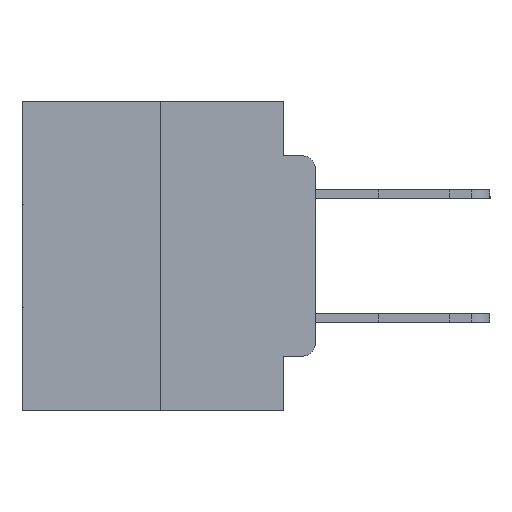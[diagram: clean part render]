
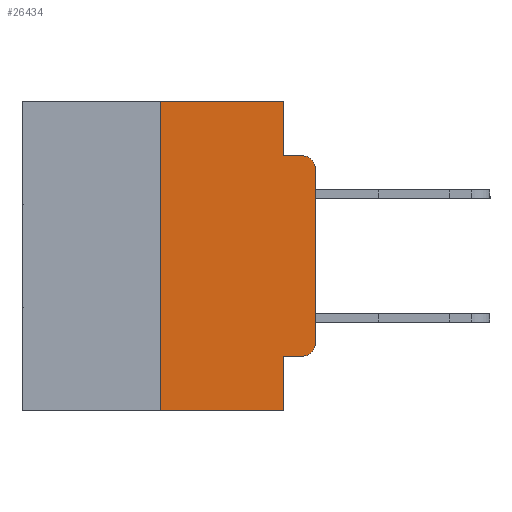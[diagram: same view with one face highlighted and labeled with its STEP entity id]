
A CAD part, left-side view. The second image highlights one B-rep face of the part: STEP entity #26434.
In plain terms, the highlighted planar face has unit normal (-1, 0, 0).
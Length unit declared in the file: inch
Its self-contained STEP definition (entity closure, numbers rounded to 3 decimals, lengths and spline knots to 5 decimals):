
#103 = ORIENTED_EDGE ( 'NONE', *, *, #11602, .T. ) ;
#612 = LINE ( 'NONE', #28988, #11529 ) ;
#629 = CARTESIAN_POINT ( 'NONE',  ( 0., 0.25, -0.5 ) ) ;
#680 = VERTEX_POINT ( 'NONE', #13036 ) ;
#1645 = CARTESIAN_POINT ( 'NONE',  ( 0., 0., -0.3915 ) ) ;
#1727 = LINE ( 'NONE', #19762, #14036 ) ;
#1866 = EDGE_CURVE ( 'NONE', #13941, #2989, #5354, .T. ) ;
#1951 = ORIENTED_EDGE ( 'NONE', *, *, #1866, .F. ) ;
#2314 = CARTESIAN_POINT ( 'NONE',  ( 0., 0., -0.1085 ) ) ;
#2403 = DIRECTION ( 'NONE',  ( 0., 0., -1. ) ) ;
#2569 = LINE ( 'NONE', #24189, #14147 ) ;
#2735 = DIRECTION ( 'NONE',  ( 0., -1., 0. ) ) ;
#2843 = DIRECTION ( 'NONE',  ( -1., 0., 0. ) ) ;
#2872 = DIRECTION ( 'NONE',  ( 0., 0., 1. ) ) ;
#2989 = VERTEX_POINT ( 'NONE', #25641 ) ;
#3104 = VECTOR ( 'NONE', #21563, 39.37008 ) ;
#3159 = CIRCLE ( 'NONE', #7107, 0.02 ) ;
#3428 = EDGE_CURVE ( 'NONE', #12931, #6283, #612, .T. ) ;
#3646 = EDGE_CURVE ( 'NONE', #2989, #12931, #5692, .T. ) ;
#3713 = CARTESIAN_POINT ( 'NONE',  ( 0., 0.473, 0. ) ) ;
#4951 = CARTESIAN_POINT ( 'NONE',  ( 0., 0.02, -0.3915 ) ) ;
#5354 = LINE ( 'NONE', #13190, #21512 ) ;
#5508 = CARTESIAN_POINT ( 'NONE',  ( 0., 0.051, -0.4115 ) ) ;
#5692 = LINE ( 'NONE', #3713, #22540 ) ;
#6002 = DIRECTION ( 'NONE',  ( 0., 0., 1. ) ) ;
#6283 = VERTEX_POINT ( 'NONE', #22618 ) ;
#6659 = ORIENTED_EDGE ( 'NONE', *, *, #8089, .F. ) ;
#7107 = AXIS2_PLACEMENT_3D ( 'NONE', #4951, #21028, #7302 ) ;
#7302 = DIRECTION ( 'NONE',  ( 0., 0., -1. ) ) ;
#8089 = EDGE_CURVE ( 'NONE', #6283, #13725, #2569, .T. ) ;
#8155 = VERTEX_POINT ( 'NONE', #1645 ) ;
#8373 = CIRCLE ( 'NONE', #24156, 0.02 ) ;
#9128 = ORIENTED_EDGE ( 'NONE', *, *, #26999, .T. ) ;
#9665 = EDGE_CURVE ( 'NONE', #13244, #13725, #8373, .T. ) ;
#9972 = ORIENTED_EDGE ( 'NONE', *, *, #28490, .F. ) ;
#10512 = DIRECTION ( 'NONE',  ( 0., 0., -1. ) ) ;
#10589 = DIRECTION ( 'NONE',  ( 0., -1., 0. ) ) ;
#10738 = LINE ( 'NONE', #27118, #27426 ) ;
#11208 = EDGE_CURVE ( 'NONE', #8155, #13244, #1727, .T. ) ;
#11529 = VECTOR ( 'NONE', #2403, 39.37008 ) ;
#11602 = EDGE_CURVE ( 'NONE', #13941, #27900, #28199, .T. ) ;
#12109 = ORIENTED_EDGE ( 'NONE', *, *, #3646, .F. ) ;
#12372 = CARTESIAN_POINT ( 'NONE',  ( 0., 0.02, -0.4115 ) ) ;
#12475 = ORIENTED_EDGE ( 'NONE', *, *, #11208, .T. ) ;
#12931 = VERTEX_POINT ( 'NONE', #14976 ) ;
#13036 = CARTESIAN_POINT ( 'NONE',  ( 0., 0.051, -0.4115 ) ) ;
#13190 = CARTESIAN_POINT ( 'NONE',  ( 0., 0.25, 0. ) ) ;
#13244 = VERTEX_POINT ( 'NONE', #2314 ) ;
#13725 = VERTEX_POINT ( 'NONE', #22752 ) ;
#13941 = VERTEX_POINT ( 'NONE', #629 ) ;
#14036 = VECTOR ( 'NONE', #6002, 39.37008 ) ;
#14147 = VECTOR ( 'NONE', #10589, 39.37008 ) ;
#14261 = CARTESIAN_POINT ( 'NONE',  ( 0., 0.473, -0.5 ) ) ;
#14666 = VERTEX_POINT ( 'NONE', #12372 ) ;
#14729 = VECTOR ( 'NONE', #2735, 39.37008 ) ;
#14976 = CARTESIAN_POINT ( 'NONE',  ( 0., 0.051, 0. ) ) ;
#15028 = PLANE ( 'NONE',  #28886 ) ;
#15218 = ORIENTED_EDGE ( 'NONE', *, *, #25474, .T. ) ;
#15556 = CARTESIAN_POINT ( 'NONE',  ( 0., 0.051, -0.5 ) ) ;
#16670 = CARTESIAN_POINT ( 'NONE',  ( 0., 0.02, -0.1085 ) ) ;
#17119 = ORIENTED_EDGE ( 'NONE', *, *, #3428, .F. ) ;
#18961 = DIRECTION ( 'NONE',  ( 0., 0., -1. ) ) ;
#19599 = CARTESIAN_POINT ( 'NONE',  ( 0., 0.473, 0. ) ) ;
#19708 = FACE_OUTER_BOUND ( 'NONE', #20816, .T. ) ;
#19762 = CARTESIAN_POINT ( 'NONE',  ( 0., 0., 0. ) ) ;
#20679 = ORIENTED_EDGE ( 'NONE', *, *, #9665, .T. ) ;
#20728 = LINE ( 'NONE', #5508, #3104 ) ;
#20816 = EDGE_LOOP ( 'NONE', ( #12475, #20679, #6659, #17119, #12109, #1951, #103, #9972, #9128, #15218 ) ) ;
#21028 = DIRECTION ( 'NONE',  ( -1., 0., 0. ) ) ;
#21512 = VECTOR ( 'NONE', #2872, 39.37008 ) ;
#21563 = DIRECTION ( 'NONE',  ( 0., -1., 0. ) ) ;
#22540 = VECTOR ( 'NONE', #28861, 39.37008 ) ;
#22618 = CARTESIAN_POINT ( 'NONE',  ( 0., 0.051, -0.0885 ) ) ;
#22752 = CARTESIAN_POINT ( 'NONE',  ( 0., 0.02, -0.0885 ) ) ;
#24118 = DIRECTION ( 'NONE',  ( 1., 0., 0. ) ) ;
#24156 = AXIS2_PLACEMENT_3D ( 'NONE', #16670, #2843, #18961 ) ;
#24189 = CARTESIAN_POINT ( 'NONE',  ( 0., 0.051, -0.0885 ) ) ;
#25474 = EDGE_CURVE ( 'NONE', #14666, #8155, #3159, .T. ) ;
#25641 = CARTESIAN_POINT ( 'NONE',  ( 0., 0.25, 0. ) ) ;
#26434 = ADVANCED_FACE ( 'NONE', ( #19708 ), #15028, .F. ) ;
#26999 = EDGE_CURVE ( 'NONE', #680, #14666, #20728, .T. ) ;
#27118 = CARTESIAN_POINT ( 'NONE',  ( 0., 0.051, 0. ) ) ;
#27426 = VECTOR ( 'NONE', #29354, 39.37008 ) ;
#27900 = VERTEX_POINT ( 'NONE', #15556 ) ;
#28199 = LINE ( 'NONE', #14261, #14729 ) ;
#28490 = EDGE_CURVE ( 'NONE', #680, #27900, #10738, .T. ) ;
#28861 = DIRECTION ( 'NONE',  ( 0., -1., 0. ) ) ;
#28886 = AXIS2_PLACEMENT_3D ( 'NONE', #19599, #24118, #10512 ) ;
#28988 = CARTESIAN_POINT ( 'NONE',  ( 0., 0.051, 0. ) ) ;
#29354 = DIRECTION ( 'NONE',  ( 0., 0., -1. ) ) ;
